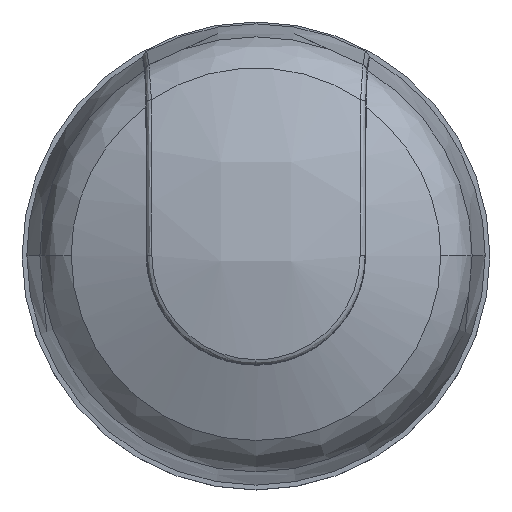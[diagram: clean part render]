
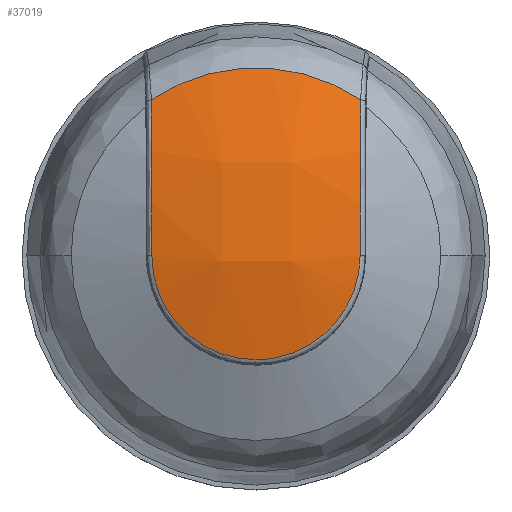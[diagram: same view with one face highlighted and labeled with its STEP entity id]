
A CAD part, top view. The second image highlights one B-rep face of the part: STEP entity #37019.
In plain terms, the highlighted free-form (B-spline) face has degree [3, 3] with [4, 4] control points.
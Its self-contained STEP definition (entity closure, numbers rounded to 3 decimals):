
#242 = B_SPLINE_CURVE_WITH_KNOTS ( 'NONE', 3,
 ( #4019, #3774, #9762, #29773, #12611, #32679 ),
 .UNSPECIFIED., .F., .F.,
 ( 4, 2, 4 ),
 ( 0., 0.5, 1. ),
 .UNSPECIFIED. ) ;
#624 = CARTESIAN_POINT ( 'NONE',  ( 5.449, 26.406, 58.029 ) ) ;
#635 = CARTESIAN_POINT ( 'NONE',  ( -15.557, 28.336, 58.029 ) ) ;
#1124 = CARTESIAN_POINT ( 'NONE',  ( -1.04, 40.433, 60.06 ) ) ;
#1647 = VERTEX_POINT ( 'NONE', #20167 ) ;
#1777 = CARTESIAN_POINT ( 'NONE',  ( -15.7, 43.749, 55.821 ) ) ;
#2406 = EDGE_CURVE ( 'NONE', #21489, #3239, #18186, .T. ) ;
#2655 = CARTESIAN_POINT ( 'NONE',  ( -4.804, 19.23, 58.029 ) ) ;
#2774 = CARTESIAN_POINT ( 'NONE',  ( -5.705, 19.23, 58.029 ) ) ;
#3239 = VERTEX_POINT ( 'NONE', #18065 ) ;
#3546 = CARTESIAN_POINT ( 'NONE',  ( 4.228, 23.995, 58.029 ) ) ;
#3554 = CARTESIAN_POINT ( 'NONE',  ( -15.659, 29.74, 58.029 ) ) ;
#3774 = CARTESIAN_POINT ( 'NONE',  ( 6.053, 32.833, 58.029 ) ) ;
#3951 = EDGE_CURVE ( 'NONE', #23530, #35546, #12416, .T. ) ;
#4019 = CARTESIAN_POINT ( 'NONE',  ( 6.053, 30.087, 58.029 ) ) ;
#4041 = CARTESIAN_POINT ( 'NONE',  ( 6.239, 19.415, 56.592 ) ) ;
#4253 = DIRECTION ( 'NONE',  ( 0., 0., -1. ) ) ;
#4924 =( BOUNDED_SURFACE ( )  B_SPLINE_SURFACE ( 3, 3, ( 
 ( #12396, #6800, #26812, #9659 ),
 ( #29678, #12524, #32572, #15406 ),
 ( #35440, #18281, #1124, #21176 ),
 ( #4041, #24054, #6915, #26934 ) ),
 .UNSPECIFIED., .F., .F., .T. ) 
 B_SPLINE_SURFACE_WITH_KNOTS ( ( 4, 4 ),
 ( 4, 4 ),
 ( 0., 1. ),
 ( 0., 1. ),
 .UNSPECIFIED. ) 
 GEOMETRIC_REPRESENTATION_ITEM ( )  RATIONAL_B_SPLINE_SURFACE ( (
 ( 1., 0.955, 0.955, 1.),
 ( 0.978, 0.934, 0.934, 0.978),
 ( 0.978, 0.934, 0.934, 0.978),
 ( 1., 0.955, 0.955, 1.) ) ) 
 REPRESENTATION_ITEM ( '' )  SURFACE ( )  );
#6311 = CARTESIAN_POINT ( 'NONE',  ( -8.35, 19.786, 58.029 ) ) ;
#6421 = CARTESIAN_POINT ( 'NONE',  ( 2.451, 21.96, 58.029 ) ) ;
#6429 = CARTESIAN_POINT ( 'NONE',  ( -15.661, 30.055, 58.029 ) ) ;
#6800 = CARTESIAN_POINT ( 'NONE',  ( -15.847, 29.553, 59.275 ) ) ;
#6915 = CARTESIAN_POINT ( 'NONE',  ( 6.239, 39.976, 58.126 ) ) ;
#9159 = ORIENTED_EDGE ( 'NONE', *, *, #3951, .F. ) ;
#9166 = CARTESIAN_POINT ( 'NONE',  ( -10.777, 20.975, 58.029 ) ) ;
#9187 = ORIENTED_EDGE ( 'NONE', *, *, #11969, .T. ) ;
#9282 = CARTESIAN_POINT ( 'NONE',  ( 0.227, 20.424, 58.029 ) ) ;
#9659 = CARTESIAN_POINT ( 'NONE',  ( -15.847, 49.286, 53.298 ) ) ;
#9741 = CARTESIAN_POINT ( 'NONE',  ( 6.053, 30.087, 58.029 ) ) ;
#9762 = CARTESIAN_POINT ( 'NONE',  ( 6.057, 35.599, 57.756 ) ) ;
#10453 = CARTESIAN_POINT ( 'NONE',  ( -15.666, 35.599, 57.756 ) ) ;
#11040 = EDGE_CURVE ( 'NONE', #23530, #3239, #242, .T. ) ;
#11969 = EDGE_CURVE ( 'NONE', #21489, #1647, #27244, .T. ) ;
#12040 = CARTESIAN_POINT ( 'NONE',  ( -12.836, 22.726, 58.029 ) ) ;
#12141 = CARTESIAN_POINT ( 'NONE',  ( -2.533, 19.409, 58.029 ) ) ;
#12396 = CARTESIAN_POINT ( 'NONE',  ( -15.847, 19.415, 56.592 ) ) ;
#12416 = B_SPLINE_CURVE_WITH_KNOTS ( 'NONE', 3,
 ( #23314, #26325, #29167, #32064, #14911, #34936, #17777, #624, #20662, #3546, #23561, #6421, #26443, #9282, #29297, #12141, #32190, #15032 ),
 .UNSPECIFIED., .F., .F.,
 ( 4, 2, 2, 2, 2, 2, 2, 2, 4 ),
 ( 0., 0.006, 0.008, 0.167, 0.325, 0.483, 0.642, 0.8, 1. ),
 .UNSPECIFIED. ) ;
#12524 = CARTESIAN_POINT ( 'NONE',  ( -8.569, 29.528, 61.262 ) ) ;
#12611 = CARTESIAN_POINT ( 'NONE',  ( 6.091, 43.749, 55.821 ) ) ;
#13308 = CARTESIAN_POINT ( 'NONE',  ( -15.661, 30.087, 58.029 ) ) ;
#14911 = CARTESIAN_POINT ( 'NONE',  ( 6.052, 29.961, 58.029 ) ) ;
#14919 = CARTESIAN_POINT ( 'NONE',  ( -14.4, 24.929, 58.029 ) ) ;
#15032 = CARTESIAN_POINT ( 'NONE',  ( -4.804, 19.23, 58.029 ) ) ;
#15406 = CARTESIAN_POINT ( 'NONE',  ( -8.569, 50.173, 55.009 ) ) ;
#17165 = ORIENTED_EDGE ( 'NONE', *, *, #2406, .F. ) ;
#17777 = CARTESIAN_POINT ( 'NONE',  ( 5.916, 28.147, 58.029 ) ) ;
#17788 = CARTESIAN_POINT ( 'NONE',  ( -15.375, 27.45, 58.029 ) ) ;
#18065 = CARTESIAN_POINT ( 'NONE',  ( 6.11, 46.346, 54.717 ) ) ;
#18186 = CIRCLE ( 'NONE', #28294, 19.583 ) ;
#18259 = CARTESIAN_POINT ( 'NONE',  ( -4.804, 30.087, 54.717 ) ) ;
#18281 = CARTESIAN_POINT ( 'NONE',  ( -1.04, 29.528, 61.262 ) ) ;
#18940 = CARTESIAN_POINT ( 'NONE',  ( -15.719, 46.346, 54.717 ) ) ;
#19722 = EDGE_CURVE ( 'NONE', #35546, #1647, #30354, .T. ) ;
#20167 = CARTESIAN_POINT ( 'NONE',  ( -15.661, 30.087, 58.029 ) ) ;
#20662 = CARTESIAN_POINT ( 'NONE',  ( 5.109, 25.568, 58.029 ) ) ;
#20672 = CARTESIAN_POINT ( 'NONE',  ( -15.648, 29.487, 58.029 ) ) ;
#21176 = CARTESIAN_POINT ( 'NONE',  ( -1.04, 50.173, 55.009 ) ) ;
#21489 = VERTEX_POINT ( 'NONE', #32934 ) ;
#23314 = CARTESIAN_POINT ( 'NONE',  ( 6.053, 30.087, 58.029 ) ) ;
#23447 = CARTESIAN_POINT ( 'NONE',  ( -6.603, 19.342, 58.029 ) ) ;
#23530 = VERTEX_POINT ( 'NONE', #9741 ) ;
#23561 = CARTESIAN_POINT ( 'NONE',  ( 3.691, 23.267, 58.029 ) ) ;
#23569 = CARTESIAN_POINT ( 'NONE',  ( -15.661, 30.024, 58.029 ) ) ;
#23868 = FACE_OUTER_BOUND ( 'NONE', #31677, .T. ) ;
#24054 = CARTESIAN_POINT ( 'NONE',  ( 6.239, 29.553, 59.275 ) ) ;
#26325 = CARTESIAN_POINT ( 'NONE',  ( 6.053, 30.055, 58.029 ) ) ;
#26334 = CARTESIAN_POINT ( 'NONE',  ( -9.193, 20.115, 58.029 ) ) ;
#26443 = CARTESIAN_POINT ( 'NONE',  ( 1.751, 21.386, 58.029 ) ) ;
#26454 = CARTESIAN_POINT ( 'NONE',  ( -15.661, 30.087, 58.029 ) ) ;
#26812 = CARTESIAN_POINT ( 'NONE',  ( -15.847, 39.976, 58.126 ) ) ;
#26934 = CARTESIAN_POINT ( 'NONE',  ( 6.239, 49.286, 53.298 ) ) ;
#27154 = DIRECTION ( 'NONE',  ( 1., 0., 0. ) ) ;
#27244 = B_SPLINE_CURVE_WITH_KNOTS ( 'NONE', 3,
 ( #18940, #1777, #27603, #10453, #30469, #13308 ),
 .UNSPECIFIED., .F., .F.,
 ( 4, 2, 4 ),
 ( 0., 0.5, 1. ),
 .UNSPECIFIED. ) ;
#27551 = ORIENTED_EDGE ( 'NONE', *, *, #11040, .T. ) ;
#27603 = CARTESIAN_POINT ( 'NONE',  ( -15.685, 41.057, 56.652 ) ) ;
#28294 = AXIS2_PLACEMENT_3D ( 'NONE', #18259, #4253, #27154 ) ;
#29167 = CARTESIAN_POINT ( 'NONE',  ( 6.053, 30.024, 58.029 ) ) ;
#29180 = CARTESIAN_POINT ( 'NONE',  ( -11.512, 21.502, 58.029 ) ) ;
#29297 = CARTESIAN_POINT ( 'NONE',  ( -0.592, 20.04, 58.029 ) ) ;
#29678 = CARTESIAN_POINT ( 'NONE',  ( -8.569, 18.922, 58.455 ) ) ;
#29773 = CARTESIAN_POINT ( 'NONE',  ( 6.077, 41.057, 56.652 ) ) ;
#30354 = B_SPLINE_CURVE_WITH_KNOTS ( 'NONE', 3,
 ( #2655, #2774, #23447, #6311, #26334, #9166, #29180, #12040, #32072, #14919, #34948, #17788, #635, #20672, #3554, #23569, #6429, #26454 ),
 .UNSPECIFIED., .F., .F.,
 ( 4, 2, 2, 2, 2, 2, 2, 2, 4 ),
 ( 0., 0.158, 0.317, 0.475, 0.633, 0.792, 0.95, 0.994, 1. ),
 .UNSPECIFIED. ) ;
#30469 = CARTESIAN_POINT ( 'NONE',  ( -15.661, 32.833, 58.029 ) ) ;
#31677 = EDGE_LOOP ( 'NONE', ( #9159, #27551, #17165, #9187, #31882 ) ) ;
#31882 = ORIENTED_EDGE ( 'NONE', *, *, #19722, .F. ) ;
#32064 = CARTESIAN_POINT ( 'NONE',  ( 6.052, 29.977, 58.029 ) ) ;
#32072 = CARTESIAN_POINT ( 'NONE',  ( -13.419, 23.418, 58.029 ) ) ;
#32190 = CARTESIAN_POINT ( 'NONE',  ( -3.665, 19.23, 58.029 ) ) ;
#32572 = CARTESIAN_POINT ( 'NONE',  ( -8.569, 40.433, 60.06 ) ) ;
#32679 = CARTESIAN_POINT ( 'NONE',  ( 6.11, 46.346, 54.717 ) ) ;
#32934 = CARTESIAN_POINT ( 'NONE',  ( -15.719, 46.346, 54.717 ) ) ;
#34547 = CARTESIAN_POINT ( 'NONE',  ( -4.804, 19.23, 58.029 ) ) ;
#34936 = CARTESIAN_POINT ( 'NONE',  ( 6.04, 29.043, 58.029 ) ) ;
#34948 = CARTESIAN_POINT ( 'NONE',  ( -14.795, 25.743, 58.029 ) ) ;
#35440 = CARTESIAN_POINT ( 'NONE',  ( -1.04, 18.922, 58.455 ) ) ;
#35546 = VERTEX_POINT ( 'NONE', #34547 ) ;
#37019 = ADVANCED_FACE ( 'NONE', ( #23868 ), #4924, .T. ) ;
